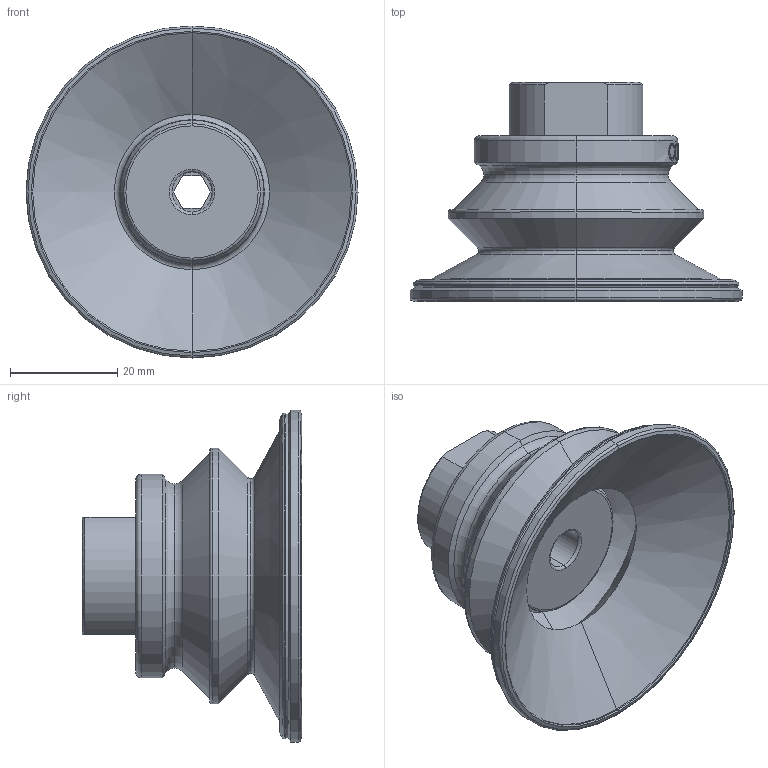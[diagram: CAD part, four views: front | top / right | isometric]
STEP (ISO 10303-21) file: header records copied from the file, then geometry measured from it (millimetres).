
FILE_DESCRIPTION(('STEP AP214'),'1');
FILE_NAME('COVAL_CBC60F38G.stp','2017-12-27T16:15:03',('TraceParts'),('TraceParts S.A.'),'Spatial InterOp 3D',' ',' ');
FILE_SCHEMA(('automotive_design'));
Length unit declared in the file: millimetre
Products named in the file (1): COVAL_CBC60F38G
Bounding box: 62 x 41 x 62 mm (x, y, z)
Volume: 25325 mm3; surface area: 15239.4 mm2
Topology: 1 solids, 1 shells, 143 faces, 323 edges, 194 vertices
Faces by surface type: torus 30, cone 30, plane 29, bspline 29, cylinder 25
Entity records: 9828 total; most frequent: CARTESIAN_POINT 5643, ORIENTED_EDGE 646, DIRECTION 596, EDGE_CURVE 323, AXIS2_PLACEMENT_3D 257, VERTEX_POINT 194, EDGE_LOOP 157, STYLED_ITEM 143
